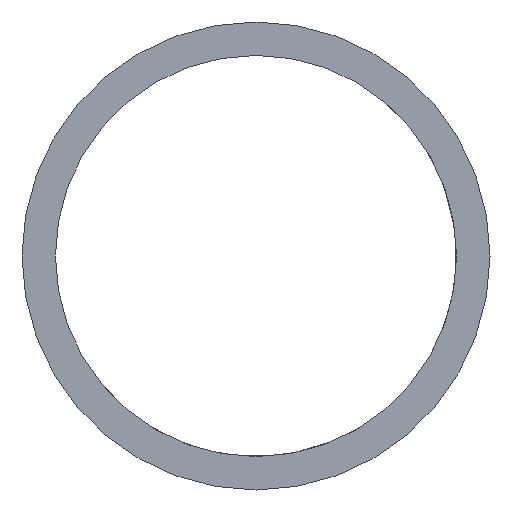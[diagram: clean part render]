
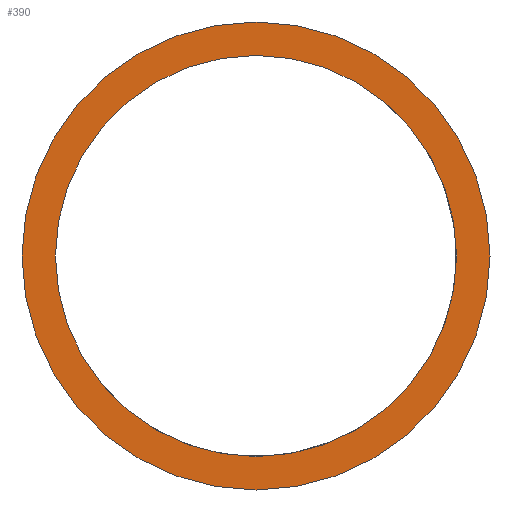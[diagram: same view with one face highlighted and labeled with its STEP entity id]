
A CAD part, front view. The second image highlights one B-rep face of the part: STEP entity #390.
In plain terms, the highlighted planar face has unit normal (0, -1, 0).
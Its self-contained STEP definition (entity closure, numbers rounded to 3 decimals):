
#2=CARTESIAN_POINT('',(0.,0.,0.));
#3=DIRECTION('',(0.,-1.,0.));
#4=DIRECTION('',(1.,0.,0.));
#5=AXIS2_PLACEMENT_3D('',#2,#3,#4);
#7=CARTESIAN_POINT('',(0.,0.,0.));
#8=DIRECTION('',(0.,-1.,0.));
#9=DIRECTION('',(-1.,0.,0.));
#10=AXIS2_PLACEMENT_3D('',#7,#8,#9);
#12=CARTESIAN_POINT('',(0.,0.,0.));
#13=DIRECTION('',(0.,1.,0.));
#14=DIRECTION('',(1.,0.,0.));
#15=AXIS2_PLACEMENT_3D('',#12,#13,#14);
#17=CARTESIAN_POINT('',(0.,0.,0.));
#18=DIRECTION('',(0.,1.,0.));
#19=DIRECTION('',(-1.,0.,0.));
#20=AXIS2_PLACEMENT_3D('',#17,#18,#19);
#287=CARTESIAN_POINT('',(18.,0.,0.));
#288=CARTESIAN_POINT('',(-18.,0.,0.));
#289=VERTEX_POINT('',#287);
#290=VERTEX_POINT('',#288);
#291=CARTESIAN_POINT('',(21.,0.,0.));
#292=CARTESIAN_POINT('',(-21.,0.,0.));
#293=VERTEX_POINT('',#291);
#294=VERTEX_POINT('',#292);
#373=CARTESIAN_POINT('',(0.,0.,0.));
#374=DIRECTION('',(0.,1.,0.));
#375=DIRECTION('',(1.,0.,0.));
#376=AXIS2_PLACEMENT_3D('',#373,#374,#375);
#377=PLANE('',#376);
#379=ORIENTED_EDGE('',*,*,#378,.T.);
#381=ORIENTED_EDGE('',*,*,#380,.T.);
#382=EDGE_LOOP('',(#379,#381));
#383=FACE_OUTER_BOUND('',#382,.F.);
#385=ORIENTED_EDGE('',*,*,#384,.T.);
#387=ORIENTED_EDGE('',*,*,#386,.T.);
#388=EDGE_LOOP('',(#385,#387));
#389=FACE_BOUND('',#388,.F.);
#6=CIRCLE('',#5,18.);
#11=CIRCLE('',#10,18.);
#16=CIRCLE('',#15,21.);
#21=CIRCLE('',#20,21.);
#378=EDGE_CURVE('',#293,#294,#16,.T.);
#380=EDGE_CURVE('',#294,#293,#21,.T.);
#384=EDGE_CURVE('',#289,#290,#6,.T.);
#386=EDGE_CURVE('',#290,#289,#11,.T.);
#390=ADVANCED_FACE('',(#383,#389),#377,.F.);
